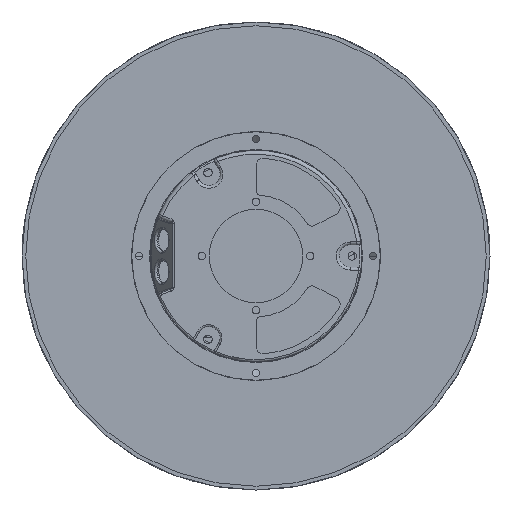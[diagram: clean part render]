
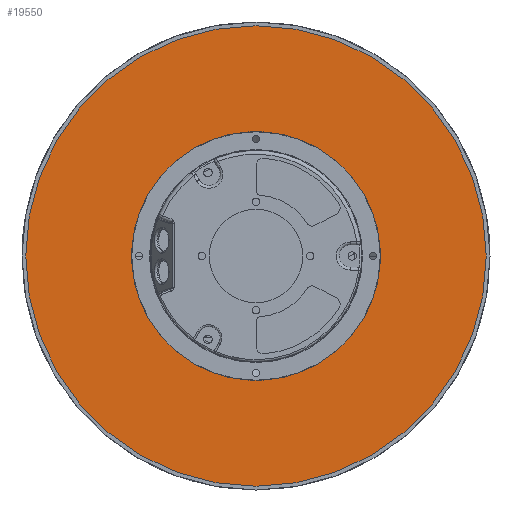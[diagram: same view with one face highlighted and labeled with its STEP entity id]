
A CAD part, front view. The second image highlights one B-rep face of the part: STEP entity #19550.
In plain terms, the highlighted face is planar.
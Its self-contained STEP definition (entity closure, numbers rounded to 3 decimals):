
#17318=CARTESIAN_POINT('',(0.,0.,-28.3));
#17319=DIRECTION('',(0.,0.,1.));
#17320=DIRECTION('',(-1.,0.,0.));
#17321=AXIS2_PLACEMENT_3D('',#17318,#17319,#17320);
#17323=CARTESIAN_POINT('',(0.,0.,-28.3));
#17324=DIRECTION('',(0.,0.,1.));
#17325=DIRECTION('',(1.,0.,0.));
#17326=AXIS2_PLACEMENT_3D('',#17323,#17324,#17325);
#17328=CARTESIAN_POINT('',(0.,0.,-28.3));
#17329=DIRECTION('',(0.,0.,-1.));
#17330=DIRECTION('',(-1.,0.,0.));
#17331=AXIS2_PLACEMENT_3D('',#17328,#17329,#17330);
#17333=CARTESIAN_POINT('',(0.,0.,-28.3));
#17334=DIRECTION('',(0.,0.,-1.));
#17335=DIRECTION('',(1.,0.,0.));
#17336=AXIS2_PLACEMENT_3D('',#17333,#17334,#17335);
#19138=CARTESIAN_POINT('',(65.,0.,-28.3));
#19140=VERTEX_POINT('',#19138);
#19143=CARTESIAN_POINT('',(-65.,0.,-28.3));
#19144=VERTEX_POINT('',#19143);
#19145=CARTESIAN_POINT('',(-123.25,0.,-28.3));
#19146=CARTESIAN_POINT('',(123.25,0.,-28.3));
#19147=VERTEX_POINT('',#19145);
#19148=VERTEX_POINT('',#19146);
#19535=CARTESIAN_POINT('',(0.,0.,-28.3));
#19536=DIRECTION('',(0.,0.,-1.));
#19537=DIRECTION('',(1.,0.,0.));
#19538=AXIS2_PLACEMENT_3D('',#19535,#19536,#19537);
#19539=PLANE('',#19538);
#19541=ORIENTED_EDGE('',*,*,#19540,.T.);
#19543=ORIENTED_EDGE('',*,*,#19542,.T.);
#19544=EDGE_LOOP('',(#19541,#19543));
#19545=FACE_OUTER_BOUND('',#19544,.F.);
#19546=ORIENTED_EDGE('',*,*,#19527,.T.);
#19547=ORIENTED_EDGE('',*,*,#19516,.T.);
#19548=EDGE_LOOP('',(#19546,#19547));
#19549=FACE_BOUND('',#19548,.F.);
#17322=CIRCLE('',#17321,123.25);
#17327=CIRCLE('',#17326,123.25);
#17332=CIRCLE('',#17331,65.);
#17337=CIRCLE('',#17336,65.);
#19516=EDGE_CURVE('',#19140,#19144,#17337,.T.);
#19527=EDGE_CURVE('',#19144,#19140,#17332,.T.);
#19540=EDGE_CURVE('',#19147,#19148,#17322,.T.);
#19542=EDGE_CURVE('',#19148,#19147,#17327,.T.);
#19550=ADVANCED_FACE('',(#19545,#19549),#19539,.T.);
